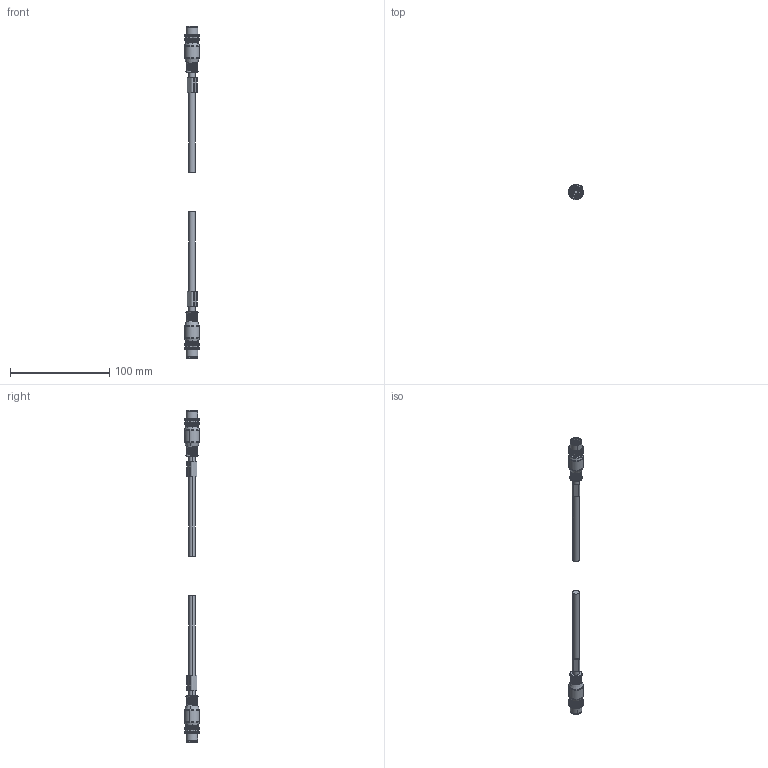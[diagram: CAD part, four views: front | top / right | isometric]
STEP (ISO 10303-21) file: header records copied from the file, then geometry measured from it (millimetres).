
FILE_DESCRIPTION(('CATIA V5 STEP Exchange','CAx-IF Rec.Pracs.--- Model Styling and Organization---1.4--- 2014-01-23'),'2;1');
FILE_NAME ('006402-4_0_1102190050_1102190050.stp','2020-04-08T07:58:43+00:00',('none'),('Weidmueller'),'CATIA Version 5-6 Release 2016 SP3 HF44','CATIA V5 STEP AP214','none');
FILE_SCHEMA(('AUTOMOTIVE_DESIGN { 1 0 10303 214 1 1 1 1 }'));
Length unit declared in the file: millimetre
Products named in the file (1): 1102190050
Bounding box: 14.98 x 14.98 x 334 mm (x, y, z)
Volume: 23556.8 mm3; surface area: 20196.3 mm2
Topology: 22 solids, 22 shells, 1156 faces, 2952 edges, 1860 vertices
Faces by surface type: plane 420, cylinder 374, cone 176, torus 170, sphere 16
Entity records: 30877 total; most frequent: CARTESIAN_POINT 6952, ORIENTED_EDGE 5872, DIRECTION 3294, EDGE_CURVE 2936, VERTEX_POINT 1860, AXIS2_PLACEMENT_3D 1714, CIRCLE 1272, EDGE_LOOP 1232
